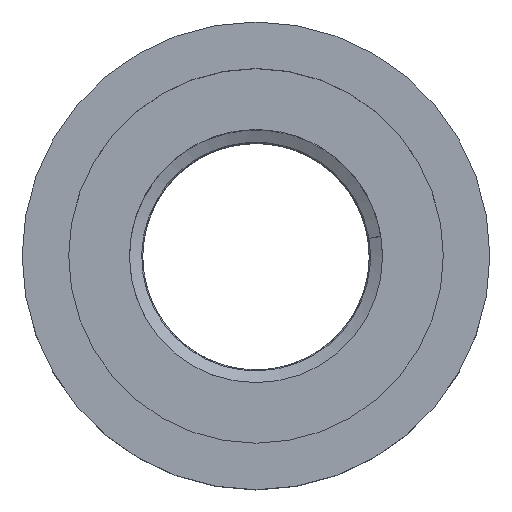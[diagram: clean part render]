
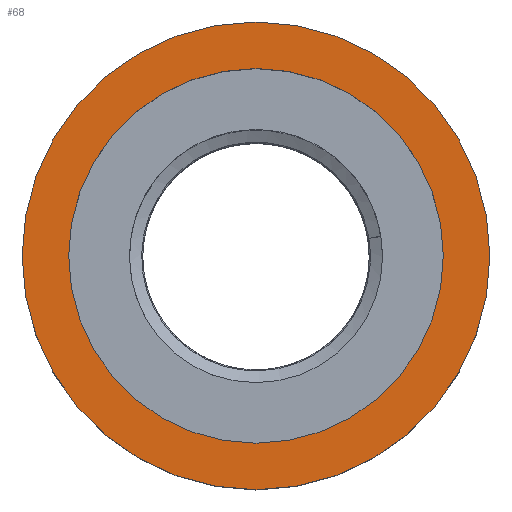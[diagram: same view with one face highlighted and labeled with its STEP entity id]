
A CAD part, top view. The second image highlights one B-rep face of the part: STEP entity #68.
In plain terms, the highlighted planar face has unit normal (0, 0, 1).
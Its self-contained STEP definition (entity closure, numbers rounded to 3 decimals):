
#68=ADVANCED_FACE('',(#123,#125),#127,.T.);
#123=FACE_BOUND('',#124,.T.);
#124=EDGE_LOOP('',(#7607));
#125=FACE_BOUND('',#126,.T.);
#126=EDGE_LOOP('',(#7608));
#127=PLANE('',#128);
#128=AXIS2_PLACEMENT_3D('',#129,#130,#131);
#129=CARTESIAN_POINT('',(0.,0.,60.));
#130=DIRECTION('',(0.,0.,1.));
#131=DIRECTION('',(-1.,0.,0.));
#7607=ORIENTED_EDGE('',*,*,#7649,.T.);
#7608=ORIENTED_EDGE('',*,*,#7645,.T.);
#7645=EDGE_CURVE('',#7670,#7670,#7671,.F.);
#7649=EDGE_CURVE('',#7678,#7678,#7679,.T.);
#7670=VERTEX_POINT('',#7717);
#7671=CIRCLE('',#7718,20.125);
#7678=VERTEX_POINT('',#7737);
#7679=CIRCLE('',#7738,25.125);
#7717=CARTESIAN_POINT('',(-20.125,0.,60.));
#7718=AXIS2_PLACEMENT_3D('',#7719,#7720,#7721);
#7719=CARTESIAN_POINT('',(0.,0.,60.));
#7720=DIRECTION('',(0.,0.,1.));
#7721=DIRECTION('',(-1.,0.,0.));
#7737=CARTESIAN_POINT('',(-25.125,0.,60.));
#7738=AXIS2_PLACEMENT_3D('',#7739,#7740,#7741);
#7739=CARTESIAN_POINT('',(0.,0.,60.));
#7740=DIRECTION('',(0.,0.,1.));
#7741=DIRECTION('',(-1.,0.,0.));
